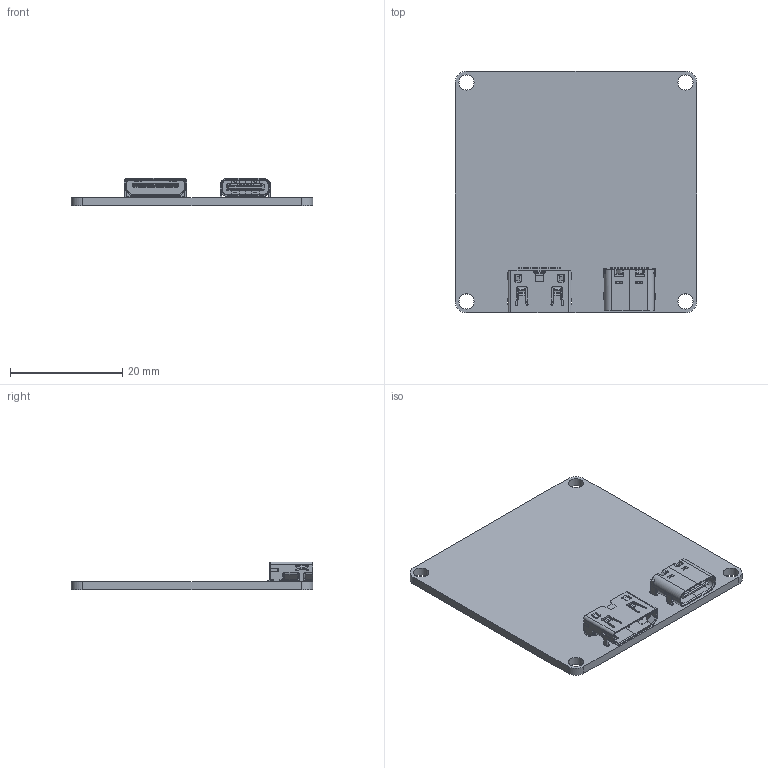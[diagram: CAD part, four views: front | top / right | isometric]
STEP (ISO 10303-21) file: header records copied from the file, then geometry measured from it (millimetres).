
FILE_DESCRIPTION(('KiCad electronic assembly'),'2;1');
FILE_NAME('hdmi_display_kicad.step','2025-06-19T16:05:04',('Pcbnew'),( 'Kicad'),'Open CASCADE STEP processor 7.8','KiCad to STEP converter' ,'Unknown');
FILE_SCHEMA(('AUTOMOTIVE_DESIGN { 1 0 10303 214 1 1 1 1 }'));
Length unit declared in the file: millimetre
Products named in the file (4): hdmi_display_kicad 1; 690-019-298-903; USB_C_Receptacle_GCT_USB4105-xx-A_16P_TopMnt_Horizontal; hdmi_display_kicad_PCB
Assembly tree (3 placements, depth 2):
  hdmi_display_kicad 1
    690-019-298-903
    USB_C_Receptacle_GCT_USB4105-xx-A_16P_TopMnt_Horizontal
    hdmi_display_kicad_PCB
Bounding box: 43 x 43 x 4.99 mm (x, y, z)
Volume: 2984.4 mm3; surface area: 5274.3 mm2
Topology: 96 solids, 96 shells, 1919 faces, 4840 edges, 3118 vertices
Faces by surface type: plane 1472, cylinder 419, cone 16, sphere 8, torus 4
Full cylindrical faces by diameter (mm): 0.5 x2, 0.65 x2, 1.05 x2, 2.7 x4
Entity records: 62334 total; most frequent: CARTESIAN_POINT 10489, ORIENTED_EDGE 9672, DIRECTION 9390, EDGE_CURVE 4836, LINE 3932, VECTOR 3932, VERTEX_POINT 3118, AXIS2_PLACEMENT_3D 2729
